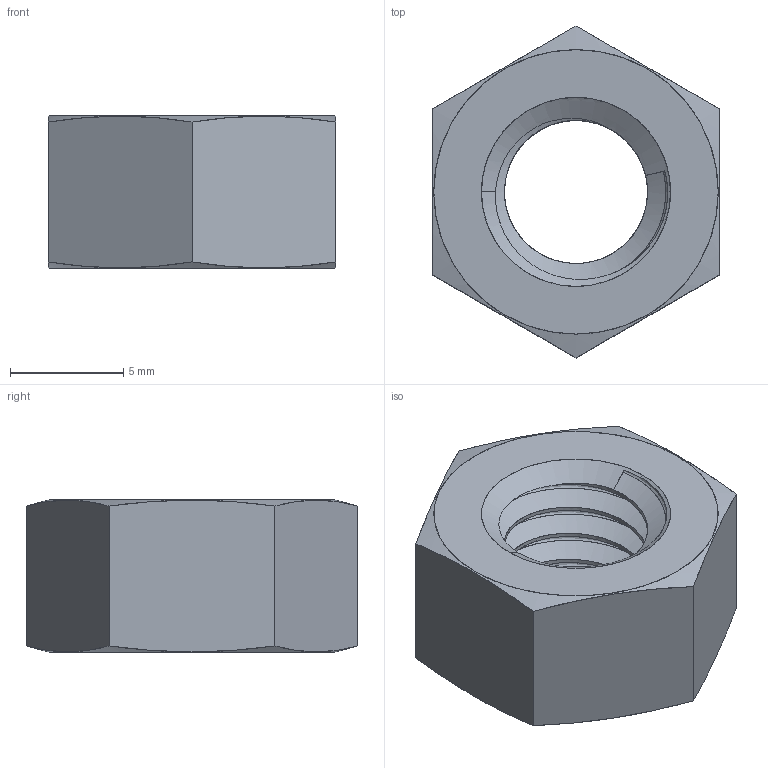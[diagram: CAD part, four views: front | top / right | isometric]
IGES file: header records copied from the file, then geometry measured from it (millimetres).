
Start section: SolidWorks IGES file using analytic representation for surfaces
Global section: file name: B009EE5LH0.3D.IGS; native system: SolidWorks 2010; preprocessor: SolidWorks 2010; author: yt00503; date: 131004.104616; units: millimetre
Bounding box: 12.7 x 14.66 x 6.75 mm (x, y, z)
Surface area: 725.6 mm2 (no closed solid volume)
Topology: 0 solids, 0 shells, 29 faces, 650 edges, 647 vertices
Faces by surface type: revolution 17, bspline 12
